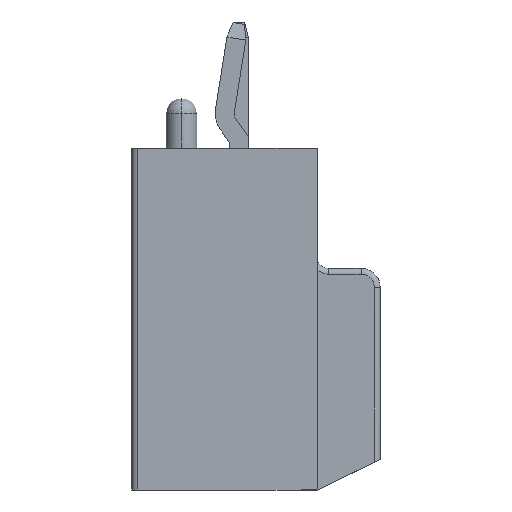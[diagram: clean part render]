
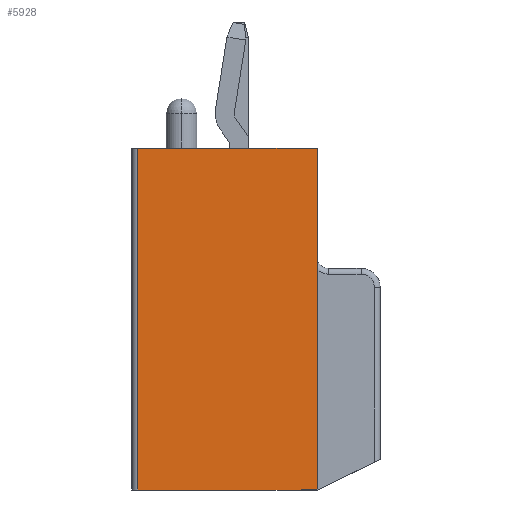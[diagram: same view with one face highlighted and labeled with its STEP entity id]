
A CAD part, left-side view. The second image highlights one B-rep face of the part: STEP entity #5928.
In plain terms, the highlighted planar face has unit normal (-1, 0, 0).
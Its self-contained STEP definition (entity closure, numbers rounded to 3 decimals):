
#34=DIRECTION('',(0.,0.,1.));
#35=VECTOR('',#34,8.95);
#36=CARTESIAN_POINT('',(-4.,5.45,0.));
#37=LINE('',#36,#35);
#57=DIRECTION('',(0.,1.,0.));
#58=VECTOR('',#57,4.7);
#59=CARTESIAN_POINT('',(-4.,0.75,8.95));
#60=LINE('',#59,#58);
#968=DIRECTION('',(0.,0.,1.));
#969=VECTOR('',#968,8.95);
#970=CARTESIAN_POINT('',(-4.,0.75,0.));
#971=LINE('',#970,#969);
#2033=DIRECTION('',(0.,1.,0.));
#2034=VECTOR('',#2033,4.7);
#2035=CARTESIAN_POINT('',(-4.,0.75,0.));
#2036=LINE('',#2035,#2034);
#2215=CARTESIAN_POINT('',(-4.,0.75,8.95));
#2216=VERTEX_POINT('',#2215);
#2505=CARTESIAN_POINT('',(-4.,5.45,8.95));
#2506=VERTEX_POINT('',#2505);
#2507=CARTESIAN_POINT('',(-4.,5.45,0.));
#2508=VERTEX_POINT('',#2507);
#2773=CARTESIAN_POINT('',(-4.,0.75,0.));
#2775=VERTEX_POINT('',#2773);
#5917=CARTESIAN_POINT('',(-4.,0.,0.));
#5918=DIRECTION('',(-1.,0.,0.));
#5919=DIRECTION('',(0.,0.,1.));
#5920=AXIS2_PLACEMENT_3D('',#5917,#5918,#5919);
#5921=PLANE('',#5920);
#5922=ORIENTED_EDGE('',*,*,#4248,.F.);
#5923=ORIENTED_EDGE('',*,*,#4146,.T.);
#5924=ORIENTED_EDGE('',*,*,#2849,.T.);
#5925=ORIENTED_EDGE('',*,*,#2867,.F.);
#5926=EDGE_LOOP('',(#5922,#5923,#5924,#5925));
#5927=FACE_OUTER_BOUND('',#5926,.F.);
#5928=ADVANCED_FACE('',(#5927),#5921,.T.);
#2849=EDGE_CURVE('',#2508,#2506,#37,.T.);
#2867=EDGE_CURVE('',#2216,#2506,#60,.T.);
#4146=EDGE_CURVE('',#2775,#2508,#2036,.T.);
#4248=EDGE_CURVE('',#2775,#2216,#971,.T.);
